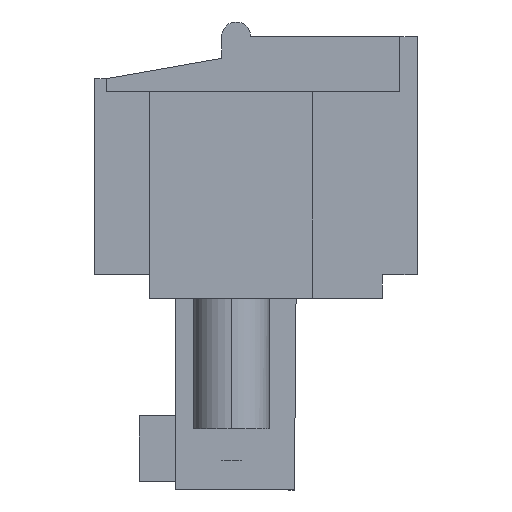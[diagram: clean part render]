
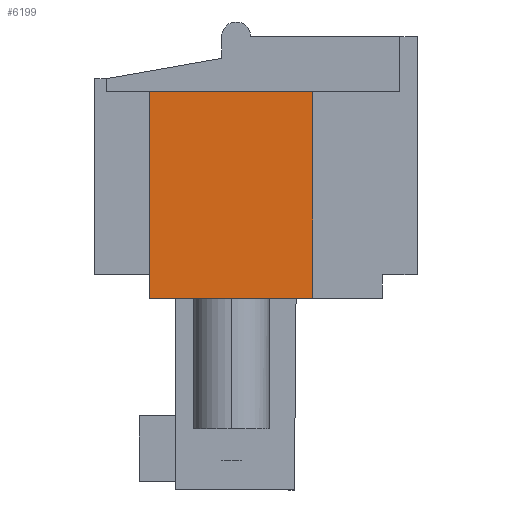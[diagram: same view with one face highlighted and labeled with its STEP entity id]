
A CAD part, left-side view. The second image highlights one B-rep face of the part: STEP entity #6199.
In plain terms, the highlighted planar face has unit normal (-1, 0, 0).
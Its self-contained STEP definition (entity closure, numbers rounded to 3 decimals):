
#6186=AXIS2_PLACEMENT_3D('Plane Axis2P3D',#6183,#6184,#6185) ;
#1330=CARTESIAN_POINT('Vertex',(0.,3.6,6.6)) ;
#1333=CARTESIAN_POINT('Line Origine',(0.,6.4,6.6)) ;
#1337=CARTESIAN_POINT('Vertex',(0.,9.2,6.6)) ;
#3999=CARTESIAN_POINT('Line Origine',(0.,3.6,10.15)) ;
#4003=CARTESIAN_POINT('Vertex',(0.,3.6,13.7)) ;
#4861=CARTESIAN_POINT('Vertex',(0.,9.2,13.7)) ;
#4864=CARTESIAN_POINT('Line Origine',(0.,6.4,13.7)) ;
#6183=CARTESIAN_POINT('Axis2P3D Location',(0.,8.7,13.7)) ;
#6188=CARTESIAN_POINT('Line Origine',(0.,9.2,10.15)) ;
#1334=DIRECTION('Vector Direction',(0.,-1.,0.)) ;
#4000=DIRECTION('Vector Direction',(0.,0.,-1.)) ;
#4865=DIRECTION('Vector Direction',(0.,-1.,0.)) ;
#6184=DIRECTION('Axis2P3D Direction',(1.,0.,0.)) ;
#6185=DIRECTION('Axis2P3D XDirection',(0.,-1.,0.)) ;
#6189=DIRECTION('Vector Direction',(0.,0.,-1.)) ;
#1335=VECTOR('Line Direction',#1334,1.) ;
#4001=VECTOR('Line Direction',#4000,1.) ;
#4866=VECTOR('Line Direction',#4865,1.) ;
#6190=VECTOR('Line Direction',#6189,1.) ;
#6194=ORIENTED_EDGE('',*,*,#6192,.T.) ;
#6195=ORIENTED_EDGE('',*,*,#1339,.T.) ;
#6196=ORIENTED_EDGE('',*,*,#4005,.F.) ;
#6197=ORIENTED_EDGE('',*,*,#4868,.F.) ;
#6199=ADVANCED_FACE('HOUSING',(#6198),#6187,.F.) ;
#1339=EDGE_CURVE('',#1338,#1331,#1336,.T.) ;
#4005=EDGE_CURVE('',#4004,#1331,#4002,.T.) ;
#4868=EDGE_CURVE('',#4862,#4004,#4867,.T.) ;
#6192=EDGE_CURVE('',#4862,#1338,#6191,.T.) ;
#6193=EDGE_LOOP('',(#6194,#6195,#6196,#6197)) ;
#6198=FACE_OUTER_BOUND('',#6193,.T.) ;
#1336=LINE('Line',#1333,#1335) ;
#4002=LINE('Line',#3999,#4001) ;
#4867=LINE('Line',#4864,#4866) ;
#6191=LINE('Line',#6188,#6190) ;
#6187=PLANE('',#6186) ;
#1331=VERTEX_POINT('',#1330) ;
#1338=VERTEX_POINT('',#1337) ;
#4004=VERTEX_POINT('',#4003) ;
#4862=VERTEX_POINT('',#4861) ;
